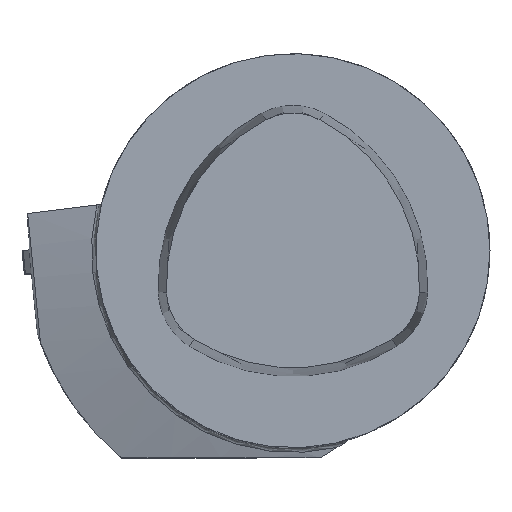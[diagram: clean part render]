
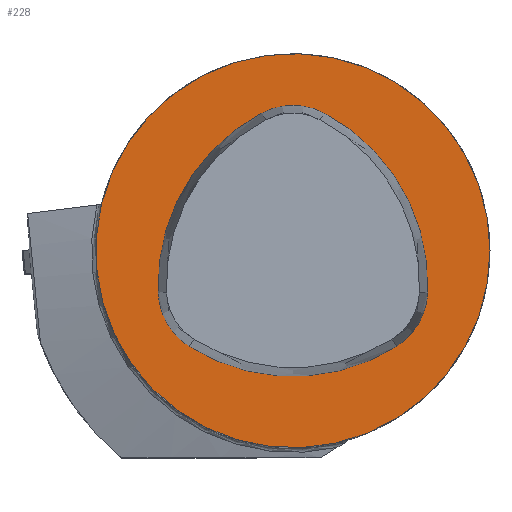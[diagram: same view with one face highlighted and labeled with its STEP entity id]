
A CAD part, top view. The second image highlights one B-rep face of the part: STEP entity #228.
In plain terms, the highlighted planar face has unit normal (0, 0, 1).
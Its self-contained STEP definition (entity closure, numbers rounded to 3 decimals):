
#98=FACE_BOUND('',#399,.T.);
#99=FACE_BOUND('',#400,.T.);
#181=CIRCLE('',#1290,40.);
#190=CIRCLE('',#1311,39.5);
#191=CIRCLE('',#1312,13.5);
#192=CIRCLE('',#1313,39.5);
#193=CIRCLE('',#1314,13.5);
#194=CIRCLE('',#1315,39.5);
#195=CIRCLE('',#1316,13.5);
#228=ADVANCED_FACE('',(#98,#99),#283,.T.);
#283=PLANE('',#1317);
#399=EDGE_LOOP('',(#593));
#400=EDGE_LOOP('',(#594,#595,#596,#597,#598,#599));
#593=ORIENTED_EDGE('',*,*,#923,.T.);
#594=ORIENTED_EDGE('',*,*,#954,.F.);
#595=ORIENTED_EDGE('',*,*,#955,.F.);
#596=ORIENTED_EDGE('',*,*,#956,.F.);
#597=ORIENTED_EDGE('',*,*,#957,.F.);
#598=ORIENTED_EDGE('',*,*,#958,.F.);
#599=ORIENTED_EDGE('',*,*,#959,.F.);
#803=VERTEX_POINT('',#1899);
#827=VERTEX_POINT('',#2000);
#828=VERTEX_POINT('',#2001);
#829=VERTEX_POINT('',#2003);
#830=VERTEX_POINT('',#2005);
#831=VERTEX_POINT('',#2007);
#832=VERTEX_POINT('',#2009);
#923=EDGE_CURVE('',#803,#803,#181,.T.);
#954=EDGE_CURVE('',#827,#828,#190,.T.);
#955=EDGE_CURVE('',#829,#827,#191,.T.);
#956=EDGE_CURVE('',#830,#829,#192,.T.);
#957=EDGE_CURVE('',#831,#830,#193,.T.);
#958=EDGE_CURVE('',#832,#831,#194,.T.);
#959=EDGE_CURVE('',#828,#832,#195,.T.);
#1290=AXIS2_PLACEMENT_3D('',#1898,#1502,#1503);
#1311=AXIS2_PLACEMENT_3D('',#1999,#1558,#1559);
#1312=AXIS2_PLACEMENT_3D('',#2002,#1560,#1561);
#1313=AXIS2_PLACEMENT_3D('',#2004,#1562,#1563);
#1314=AXIS2_PLACEMENT_3D('',#2006,#1564,#1565);
#1315=AXIS2_PLACEMENT_3D('',#2008,#1566,#1567);
#1316=AXIS2_PLACEMENT_3D('',#2010,#1568,#1569);
#1317=AXIS2_PLACEMENT_3D('',#2011,#1570,#1571);
#1502=DIRECTION('',(0.,0.,1.));
#1503=DIRECTION('',(1.,0.,0.));
#1558=DIRECTION('',(0.,0.,1.));
#1559=DIRECTION('',(1.,0.,0.));
#1560=DIRECTION('',(0.,0.,1.));
#1561=DIRECTION('',(1.,0.,0.));
#1562=DIRECTION('',(0.,0.,1.));
#1563=DIRECTION('',(1.,0.,0.));
#1564=DIRECTION('',(0.,0.,1.));
#1565=DIRECTION('',(1.,0.,0.));
#1566=DIRECTION('',(0.,0.,1.));
#1567=DIRECTION('',(1.,0.,0.));
#1568=DIRECTION('',(0.,0.,1.));
#1569=DIRECTION('',(1.,0.,0.));
#1570=DIRECTION('',(0.,0.,1.));
#1571=DIRECTION('',(-1.,0.,0.));
#1898=CARTESIAN_POINT('',(0.,0.,0.));
#1899=CARTESIAN_POINT('',(40.,0.,0.));
#1999=CARTESIAN_POINT('',(12.124,-7.,0.));
#2000=CARTESIAN_POINT('',(-6.295,27.942,0.));
#2001=CARTESIAN_POINT('',(-27.346,-8.519,0.));
#2002=CARTESIAN_POINT('',(0.,16.,0.));
#2003=CARTESIAN_POINT('',(6.295,27.942,0.));
#2004=CARTESIAN_POINT('',(-12.124,-7.,0.));
#2005=CARTESIAN_POINT('',(27.346,-8.519,0.));
#2006=CARTESIAN_POINT('',(13.856,-8.,0.));
#2007=CARTESIAN_POINT('',(21.051,-19.423,0.));
#2008=CARTESIAN_POINT('',(0.,14.,0.));
#2009=CARTESIAN_POINT('',(-21.051,-19.423,0.));
#2010=CARTESIAN_POINT('',(-13.856,-8.,0.));
#2011=CARTESIAN_POINT('',(0.,0.,0.));
